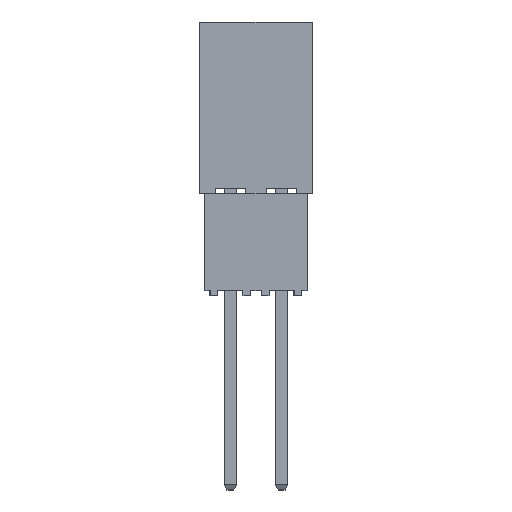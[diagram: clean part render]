
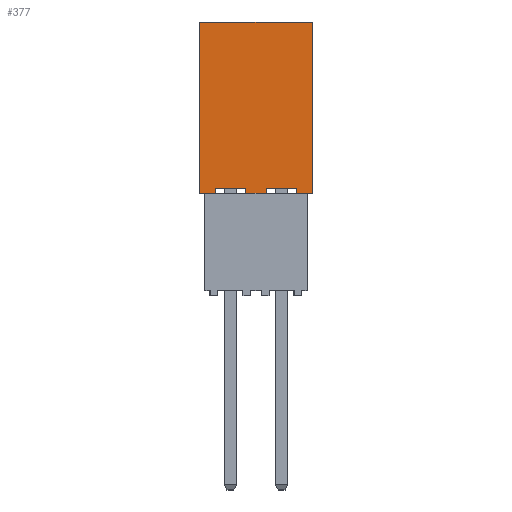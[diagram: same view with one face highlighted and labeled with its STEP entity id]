
A CAD part, top view. The second image highlights one B-rep face of the part: STEP entity #377.
In plain terms, the highlighted planar face has unit normal (0, 0, 1).
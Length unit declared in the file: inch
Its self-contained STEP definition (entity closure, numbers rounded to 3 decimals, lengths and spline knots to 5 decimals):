
#377 = ADVANCED_FACE( '', ( #853 ), #854, .F. );
#853 = FACE_OUTER_BOUND( '', #1453, .T. );
#854 = PLANE( '', #1454 );
#1453 = EDGE_LOOP( '', ( #2330, #2331, #2332, #2333, #2334, #2335, #2336, #2337, #2338, #2339, #2340, #2341 ) );
#1454 = AXIS2_PLACEMENT_3D( '', #2342, #2343, #2344 );
#2330 = ORIENTED_EDGE( '', *, *, #3882, .F. );
#2331 = ORIENTED_EDGE( '', *, *, #3883, .T. );
#2332 = ORIENTED_EDGE( '', *, *, #3884, .F. );
#2333 = ORIENTED_EDGE( '', *, *, #3885, .F. );
#2334 = ORIENTED_EDGE( '', *, *, #3886, .T. );
#2335 = ORIENTED_EDGE( '', *, *, #3792, .T. );
#2336 = ORIENTED_EDGE( '', *, *, #3887, .F. );
#2337 = ORIENTED_EDGE( '', *, *, #3888, .F. );
#2338 = ORIENTED_EDGE( '', *, *, #3889, .F. );
#2339 = ORIENTED_EDGE( '', *, *, #3890, .T. );
#2340 = ORIENTED_EDGE( '', *, *, #3891, .F. );
#2341 = ORIENTED_EDGE( '', *, *, #3892, .F. );
#2342 = CARTESIAN_POINT( '', ( 0., 0.335, 0.0975 ) );
#2343 = DIRECTION( '', ( 0., 0., -1. ) );
#2344 = DIRECTION( '', ( -1., 0., 0. ) );
#3792 = EDGE_CURVE( '', #4597, #4594, #4598, .T. );
#3882 = EDGE_CURVE( '', #4740, #4741, #4742, .T. );
#3883 = EDGE_CURVE( '', #4740, #4743, #4744, .T. );
#3884 = EDGE_CURVE( '', #4745, #4743, #4746, .T. );
#3885 = EDGE_CURVE( '', #4747, #4745, #4748, .T. );
#3886 = EDGE_CURVE( '', #4747, #4597, #4749, .T. );
#3887 = EDGE_CURVE( '', #4750, #4594, #4751, .T. );
#3888 = EDGE_CURVE( '', #4752, #4750, #4753, .T. );
#3889 = EDGE_CURVE( '', #4754, #4752, #4755, .T. );
#3890 = EDGE_CURVE( '', #4754, #4756, #4757, .T. );
#3891 = EDGE_CURVE( '', #4758, #4756, #4759, .T. );
#3892 = EDGE_CURVE( '', #4741, #4758, #4760, .T. );
#4594 = VERTEX_POINT( '', #5729 );
#4597 = VERTEX_POINT( '', #5733 );
#4598 = LINE( '', #5734, #5735 );
#4740 = VERTEX_POINT( '', #5947 );
#4741 = VERTEX_POINT( '', #5948 );
#4742 = LINE( '', #5949, #5950 );
#4743 = VERTEX_POINT( '', #5951 );
#4744 = LINE( '', #5952, #5953 );
#4745 = VERTEX_POINT( '', #5954 );
#4746 = LINE( '', #5955, #5956 );
#4747 = VERTEX_POINT( '', #5957 );
#4748 = LINE( '', #5958, #5959 );
#4749 = LINE( '', #5960, #5961 );
#4750 = VERTEX_POINT( '', #5962 );
#4751 = LINE( '', #5963, #5964 );
#4752 = VERTEX_POINT( '', #5965 );
#4753 = LINE( '', #5966, #5967 );
#4754 = VERTEX_POINT( '', #5968 );
#4755 = LINE( '', #5969, #5970 );
#4756 = VERTEX_POINT( '', #5971 );
#4757 = LINE( '', #5972, #5973 );
#4758 = VERTEX_POINT( '', #5974 );
#4759 = LINE( '', #5975, #5976 );
#4760 = LINE( '', #5977, #5978 );
#5729 = CARTESIAN_POINT( '', ( 0.03, 0., 0.0975 ) );
#5733 = CARTESIAN_POINT( '', ( 0., 0., 0.0975 ) );
#5734 = CARTESIAN_POINT( '', ( 0., 0., 0.0975 ) );
#5735 = VECTOR( '', #6912, 39.37008 );
#5947 = CARTESIAN_POINT( '', ( 0.19, 0., 0.0975 ) );
#5948 = CARTESIAN_POINT( '', ( 0.19, 0.01, 0.0975 ) );
#5949 = CARTESIAN_POINT( '', ( 0.19, 0., 0.0975 ) );
#5950 = VECTOR( '', #6986, 39.37008 );
#5951 = CARTESIAN_POINT( '', ( 0.22, 0., 0.0975 ) );
#5952 = CARTESIAN_POINT( '', ( 0., 0., 0.0975 ) );
#5953 = VECTOR( '', #6987, 39.37008 );
#5954 = CARTESIAN_POINT( '', ( 0.22, 0.335, 0.0975 ) );
#5955 = CARTESIAN_POINT( '', ( 0.22, 0.335, 0.0975 ) );
#5956 = VECTOR( '', #6988, 39.37008 );
#5957 = CARTESIAN_POINT( '', ( 0., 0.335, 0.0975 ) );
#5958 = CARTESIAN_POINT( '', ( 0., 0.335, 0.0975 ) );
#5959 = VECTOR( '', #6989, 39.37008 );
#5960 = CARTESIAN_POINT( '', ( 0., 0.335, 0.0975 ) );
#5961 = VECTOR( '', #6990, 39.37008 );
#5962 = CARTESIAN_POINT( '', ( 0.03, 0.01, 0.0975 ) );
#5963 = CARTESIAN_POINT( '', ( 0.03, 0.01, 0.0975 ) );
#5964 = VECTOR( '', #6991, 39.37008 );
#5965 = CARTESIAN_POINT( '', ( 0.09, 0.01, 0.0975 ) );
#5966 = CARTESIAN_POINT( '', ( 0.09, 0.01, 0.0975 ) );
#5967 = VECTOR( '', #6992, 39.37008 );
#5968 = CARTESIAN_POINT( '', ( 0.09, 0., 0.0975 ) );
#5969 = CARTESIAN_POINT( '', ( 0.09, 0., 0.0975 ) );
#5970 = VECTOR( '', #6993, 39.37008 );
#5971 = CARTESIAN_POINT( '', ( 0.13, 0., 0.0975 ) );
#5972 = CARTESIAN_POINT( '', ( 0., 0., 0.0975 ) );
#5973 = VECTOR( '', #6994, 39.37008 );
#5974 = CARTESIAN_POINT( '', ( 0.13, 0.01, 0.0975 ) );
#5975 = CARTESIAN_POINT( '', ( 0.13, 0.01, 0.0975 ) );
#5976 = VECTOR( '', #6995, 39.37008 );
#5977 = CARTESIAN_POINT( '', ( 0.19, 0.01, 0.0975 ) );
#5978 = VECTOR( '', #6996, 39.37008 );
#6912 = DIRECTION( '', ( 1., 0., 0. ) );
#6986 = DIRECTION( '', ( 0., 1., 0. ) );
#6987 = DIRECTION( '', ( 1., 0., 0. ) );
#6988 = DIRECTION( '', ( 0., -1., 0. ) );
#6989 = DIRECTION( '', ( 1., 0., 0. ) );
#6990 = DIRECTION( '', ( 0., -1., 0. ) );
#6991 = DIRECTION( '', ( 0., -1., 0. ) );
#6992 = DIRECTION( '', ( -1., 0., 0. ) );
#6993 = DIRECTION( '', ( 0., 1., 0. ) );
#6994 = DIRECTION( '', ( 1., 0., 0. ) );
#6995 = DIRECTION( '', ( 0., -1., 0. ) );
#6996 = DIRECTION( '', ( -1., 0., 0. ) );
